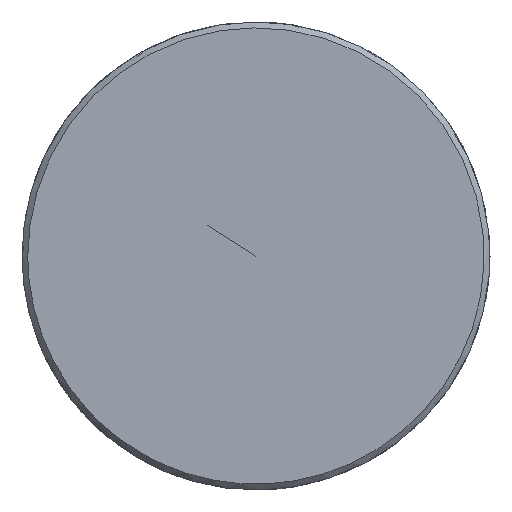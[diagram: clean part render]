
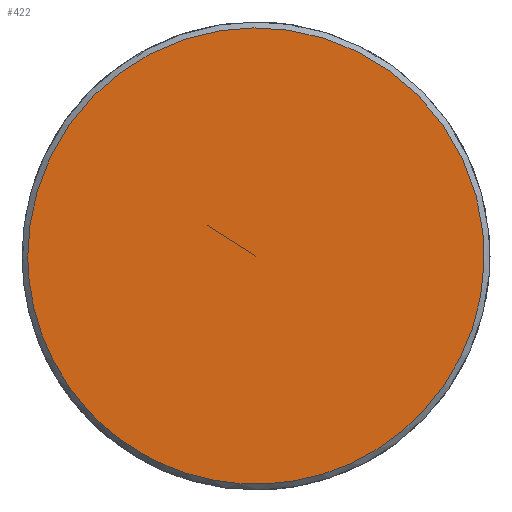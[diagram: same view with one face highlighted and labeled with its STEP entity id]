
A CAD part, left-side view. The second image highlights one B-rep face of the part: STEP entity #422.
In plain terms, the highlighted free-form (B-spline) face has degree [5, 1] with [6, 2] control points.
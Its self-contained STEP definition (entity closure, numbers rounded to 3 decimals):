
#350 = CARTESIAN_POINT ('', (-150., 9.75, 0.));
#351 = VERTEX_POINT ('', #350);
#361 = CARTESIAN_POINT ('', (-150., 9.75, 0.));
#362 = CARTESIAN_POINT ('', (-150., 9.75, 39.));
#363 = CARTESIAN_POINT ('', (-150., -29.25, 19.5));
#364 = CARTESIAN_POINT ('', (-150., -29.25, -19.5));
#365 = CARTESIAN_POINT ('', (-150., 9.75, -39.));
#366 = CARTESIAN_POINT ('', (-150., 9.75, 0.));
#367 = (
   BOUNDED_CURVE ()
   B_SPLINE_CURVE (5, (#361, #362, #363, #364, #365, #366), .UNSPECIFIED., .T., .U.)
   B_SPLINE_CURVE_WITH_KNOTS ((6, 6), (0., 1.), .UNSPECIFIED.)
   CURVE ()
   GEOMETRIC_REPRESENTATION_ITEM ()
   RATIONAL_B_SPLINE_CURVE ((5., 1., 1., 1., 1., 5.))
   REPRESENTATION_ITEM ('')
);
#368 = EDGE_CURVE ('', #351, #351, #367, .T.);
#398 = CARTESIAN_POINT ('', (-150., 0., 0.));
#399 = VERTEX_POINT ('', #398);
#400 = CARTESIAN_POINT ('', (-150., 9.75, 0.));
#401 = CARTESIAN_POINT ('', (-150., 0., 0.));
#402 = B_SPLINE_CURVE_WITH_KNOTS ('', 1, (#400, #401), .UNSPECIFIED., .F., .U., (2, 2), (0., 1.), .UNSPECIFIED.);
#403 = EDGE_CURVE ('', #351, #399, #402, .T.);
#404 = ORIENTED_EDGE ('', *, *, #403, .F.);
#405 = ORIENTED_EDGE ('', *, *, #368, .T.);
#406 = ORIENTED_EDGE ('', *, *, #403, .T.);
#407 = EDGE_LOOP ('', (#404, #405, #406));
#408 = FACE_OUTER_BOUND ('', #407, .F.);
#409 = CARTESIAN_POINT ('', (-150., 9.75, 0.));
#410 = CARTESIAN_POINT ('', (-150., 0., 0.));
#411 = CARTESIAN_POINT ('', (-150., 9.75, 39.));
#412 = CARTESIAN_POINT ('', (-150., 0., 0.));
#413 = CARTESIAN_POINT ('', (-150., -29.25, 19.5));
#414 = CARTESIAN_POINT ('', (-150., 0., 0.));
#415 = CARTESIAN_POINT ('', (-150., -29.25, -19.5));
#416 = CARTESIAN_POINT ('', (-150., 0., 0.));
#417 = CARTESIAN_POINT ('', (-150., 9.75, -39.));
#418 = CARTESIAN_POINT ('', (-150., 0., 0.));
#419 = CARTESIAN_POINT ('', (-150., 9.75, 0.));
#420 = CARTESIAN_POINT ('', (-150., 0., 0.));
#421 = (
   BOUNDED_SURFACE ()
   B_SPLINE_SURFACE (5, 1, ((#409, #410), (#411, #412), (#413, #414), (#415, #416), (#417, #418), (#419, #420)), .UNSPECIFIED., .T., .F., .U.)
   B_SPLINE_SURFACE_WITH_KNOTS ((6, 6), (2, 2), (0., 1.), (0., 1.), .UNSPECIFIED.)
   SURFACE ()
   GEOMETRIC_REPRESENTATION_ITEM ()
   RATIONAL_B_SPLINE_SURFACE (((5., 5.), (1., 1.), (1., 1.), (1., 1.), (1., 1.), (5., 5.)))
   REPRESENTATION_ITEM ('')
);
#422 = ADVANCED_FACE ('', (#408), #421, .F.);
